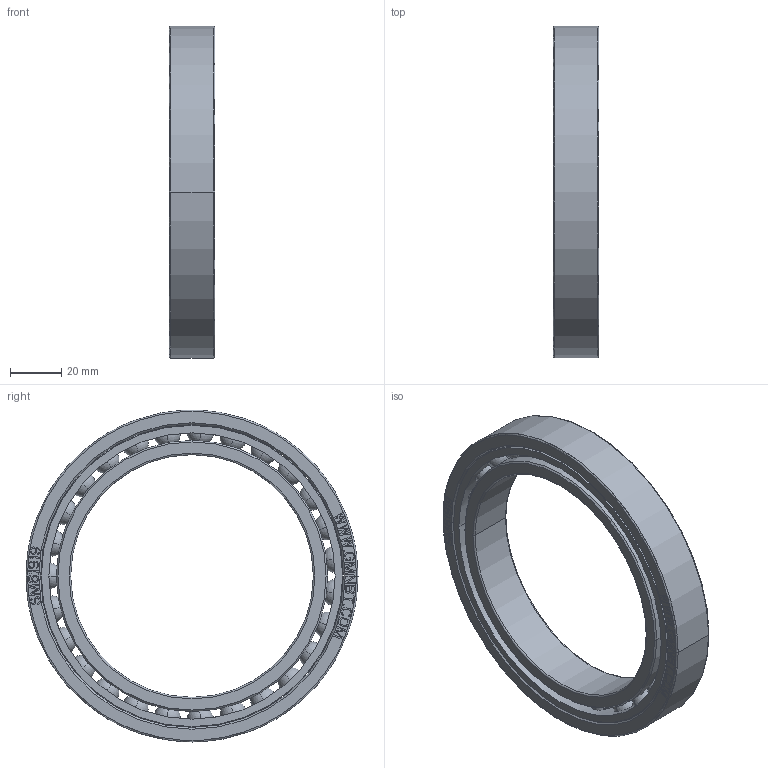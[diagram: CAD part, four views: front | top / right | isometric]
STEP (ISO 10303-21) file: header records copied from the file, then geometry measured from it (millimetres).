
FILE_DESCRIPTION((''),'2;1');
FILE_NAME('SM61919_PRT','2014-03-19T',('sales 4'),(''),'PRO/ENGINEER BY PARAMETRIC TECHNOLOGY CORPORATION, 2013150','PRO/ENGINEER BY PARAMETRIC TECHNOLOGY CORPORATION, 2013150','');
FILE_SCHEMA(('AUTOMOTIVE_DESIGN { 1 0 10303 214 1 1 1 1 }'));
Length unit declared in the file: millimetre
Products named in the file (1): SM61919_PRT
Bounding box: 18.01 x 130 x 130 mm (x, y, z)
Volume: 86049.2 mm3; surface area: 53554.3 mm2
Topology: 3 solids, 3 shells, 803 faces, 2237 edges, 1410 vertices
Faces by surface type: plane 551, cylinder 122, sphere 108, torus 12, cone 10
Entity records: 49143 total; most frequent: CARTESIAN_POINT 22573, ORIENTED_EDGE 4258, DIRECTION 3795, PRESENTATION_STYLE_ASSIGNMENT 2162, STYLED_ITEM 2132, CURVE_STYLE 2129, EDGE_CURVE 2129, VECTOR 1637
